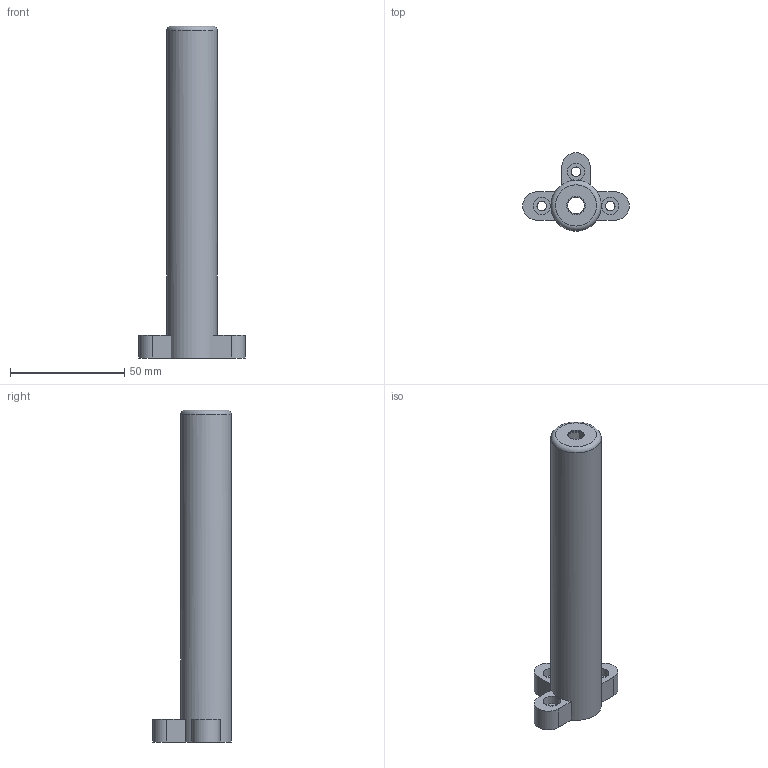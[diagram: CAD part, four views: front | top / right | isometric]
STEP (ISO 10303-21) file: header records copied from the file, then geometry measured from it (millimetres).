
FILE_DESCRIPTION(/* description */ (''),/* implementation_level */ '2;1');
FILE_NAME(/* name */ 'Part_Bottom_Black.stp',/* time_stamp */ '2022-09-08T12:59:39+01:00',/* author */ ('romanp'),/* organization */ (''),/* preprocessor_version */ 'ST-DEVELOPER v19',/* originating_system */ 'Autodesk Inventor 2023',/* authorisation */ '');
FILE_SCHEMA (('AUTOMOTIVE_DESIGN { 1 0 10303 214 3 1 1 }'));
Length unit declared in the file: millimetre
Products named in the file (1): Part_1_c_cyclone
Bounding box: 46.5 x 34.25 x 145 mm (x, y, z)
Volume: 45819.6 mm3; surface area: 17659 mm2
Topology: 1 solids, 1 shells, 35 faces, 83 edges, 55 vertices
Faces by surface type: plane 22, cylinder 12, torus 1
Full cylindrical faces by diameter (mm): 4.1 x3, 7.1 x1, 7.5 x3, 8 x1, 22 x1
Entity records: 1080 total; most frequent: DIRECTION 187, CARTESIAN_POINT 174, ORIENTED_EDGE 166, EDGE_CURVE 83, AXIS2_PLACEMENT_3D 68, VERTEX_POINT 55, LINE 51, VECTOR 51
